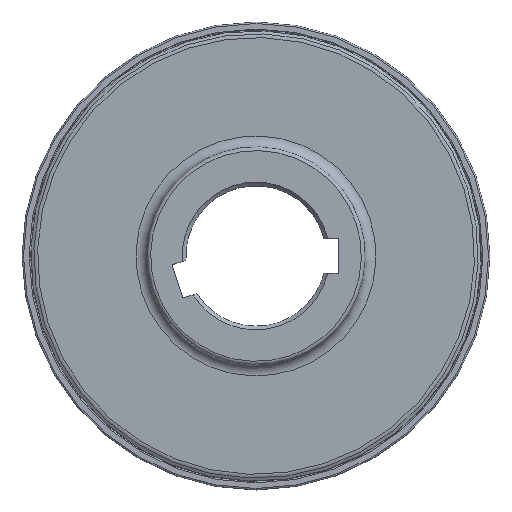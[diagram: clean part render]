
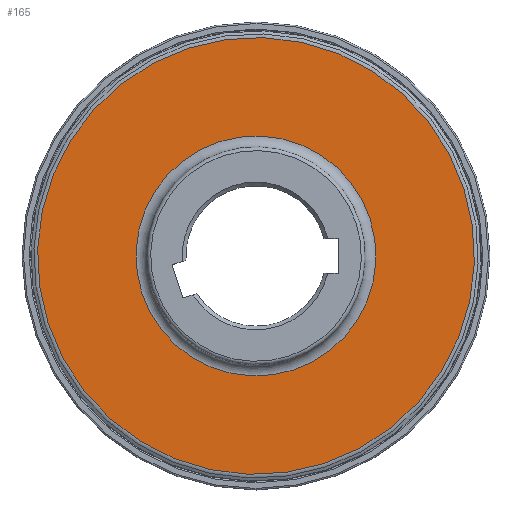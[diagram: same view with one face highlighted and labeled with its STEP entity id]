
A CAD part, top view. The second image highlights one B-rep face of the part: STEP entity #165.
In plain terms, the highlighted planar face has unit normal (0, 0, 1).
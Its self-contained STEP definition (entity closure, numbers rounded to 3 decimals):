
#94=PLANE('',#748);
#165=ADVANCED_FACE('',(#229,#230),#94,.F.);
#229=FACE_BOUND('',#291,.T.);
#230=FACE_BOUND('',#292,.T.);
#291=EDGE_LOOP('',(#395));
#292=EDGE_LOOP('',(#396));
#395=ORIENTED_EDGE('',*,*,#604,.F.);
#396=ORIENTED_EDGE('',*,*,#603,.T.);
#542=VERTEX_POINT('',#1112);
#543=VERTEX_POINT('',#1115);
#603=EDGE_CURVE('',#542,#542,#664,.T.);
#604=EDGE_CURVE('',#543,#543,#665,.T.);
#664=CIRCLE('',#745,32.56);
#665=CIRCLE('',#747,59.293);
#745=AXIS2_PLACEMENT_3D('',#1111,#895,#896);
#747=AXIS2_PLACEMENT_3D('',#1114,#899,#900);
#748=AXIS2_PLACEMENT_3D('',#1116,#901,#902);
#895=DIRECTION('',(0.,0.,-1.));
#896=DIRECTION('',(0.309,-0.951,0.));
#899=DIRECTION('',(0.,0.,-1.));
#900=DIRECTION('',(0.309,-0.951,0.));
#901=DIRECTION('',(0.,0.,-1.));
#902=DIRECTION('',(0.309,-0.951,0.));
#1111=CARTESIAN_POINT('',(0.,0.,-3.437));
#1112=CARTESIAN_POINT('',(10.062,-30.967,-3.437));
#1114=CARTESIAN_POINT('',(0.,0.,-3.437));
#1115=CARTESIAN_POINT('',(18.322,-56.391,-3.437));
#1116=CARTESIAN_POINT('',(-10.062,30.967,-3.437));
